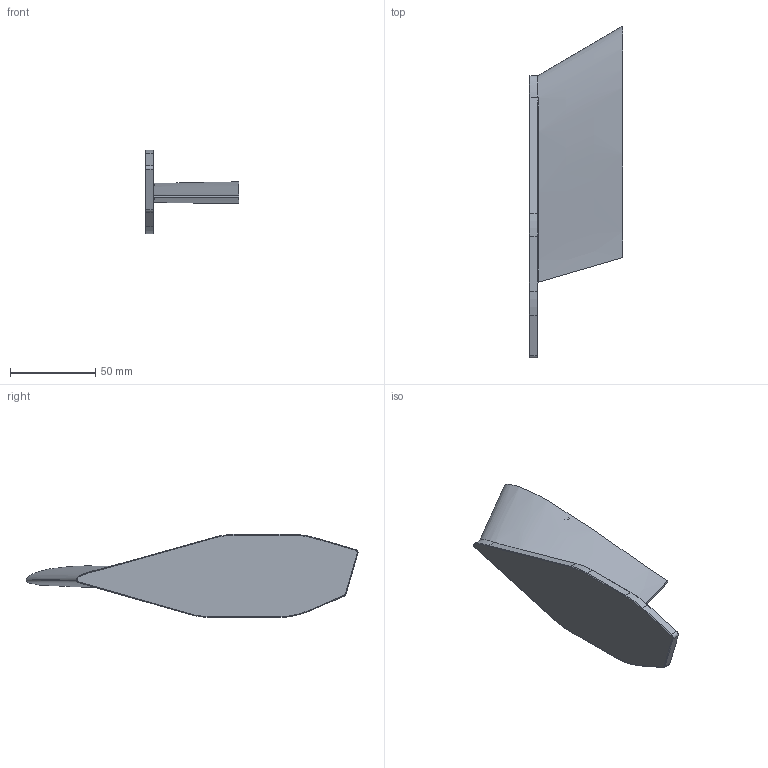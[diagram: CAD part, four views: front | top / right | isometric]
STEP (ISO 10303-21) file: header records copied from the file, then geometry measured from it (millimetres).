
FILE_DESCRIPTION(/* description */ (''),/* implementation_level */ '2;1');
FILE_NAME(/* name */ 'Wing L 3.step',/* time_stamp */ '2024-06-06T08:50:33+02:00',/* author */ (''),/* organization */ (''),/* preprocessor_version */ 'ST-DEVELOPER v20',/* originating_system */ 'Autodesk Translation Framework v13.14.0.145',/* authorisation */ '');
FILE_SCHEMA (('AUTOMOTIVE_DESIGN { 1 0 10303 214 3 1 1 }'));
Length unit declared in the file: millimetre
Products named in the file (1): Wing L 3
Bounding box: 55 x 195.21 x 49 mm (x, y, z)
Volume: 78830.8 mm3; surface area: 27897.2 mm2
Topology: 1 solids, 1 shells, 70 faces, 164 edges, 99 vertices
Faces by surface type: plane 36, cone 14, cylinder 11, bspline 9
Full cylindrical faces by diameter (mm): 3.2 x2, 5.8 x1
Entity records: 3055 total; most frequent: CARTESIAN_POINT 1487, ORIENTED_EDGE 328, DIRECTION 291, EDGE_CURVE 164, VERTEX_POINT 99, LINE 97, VECTOR 97, AXIS2_PLACEMENT_3D 97
